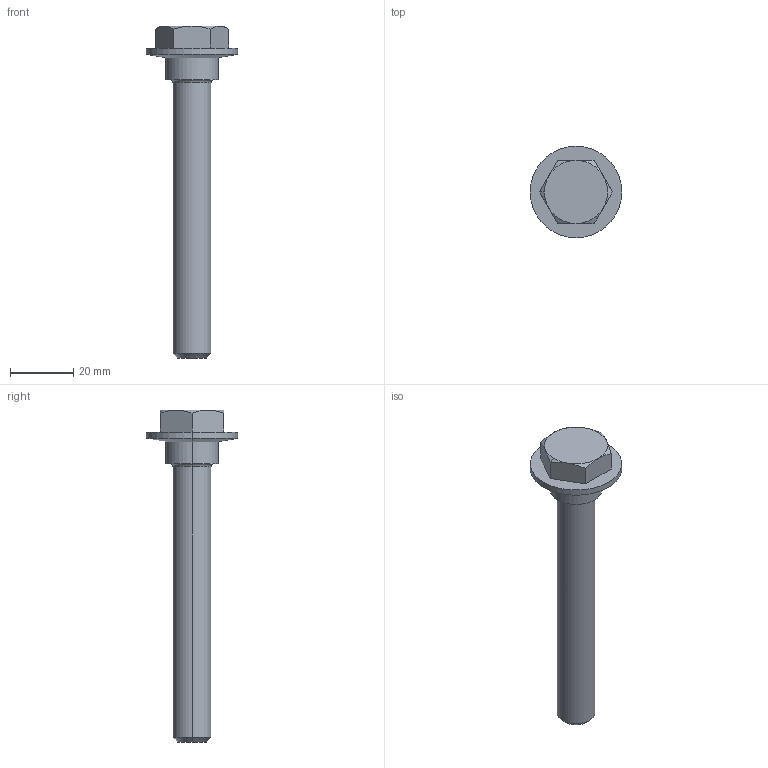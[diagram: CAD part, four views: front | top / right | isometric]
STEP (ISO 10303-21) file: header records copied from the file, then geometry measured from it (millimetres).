
FILE_DESCRIPTION (( 'STEP AP214' ), '1' );
FILE_NAME ('000036A.STEP', '2022-01-21T13:54:50', ( '' ), ( '' ), 'SwSTEP 2.0', 'SolidWorks 2014', '' );
FILE_SCHEMA (( 'AUTOMOTIVE_DESIGN' ));
Length unit declared in the file: millimetre
Products named in the file (1): 000036A
Bounding box: 29 x 29 x 105 mm (x, y, z)
Volume: 15571.8 mm3; surface area: 5604.9 mm2
Topology: 1 solids, 1 shells, 29 faces, 60 edges, 35 vertices
Faces by surface type: cone 11, plane 10, cylinder 6, torus 2
Entity records: 863 total; most frequent: CARTESIAN_POINT 197, DIRECTION 133, ORIENTED_EDGE 120, EDGE_CURVE 60, AXIS2_PLACEMENT_3D 55, VERTEX_POINT 35, EDGE_LOOP 31, ADVANCED_FACE 29
